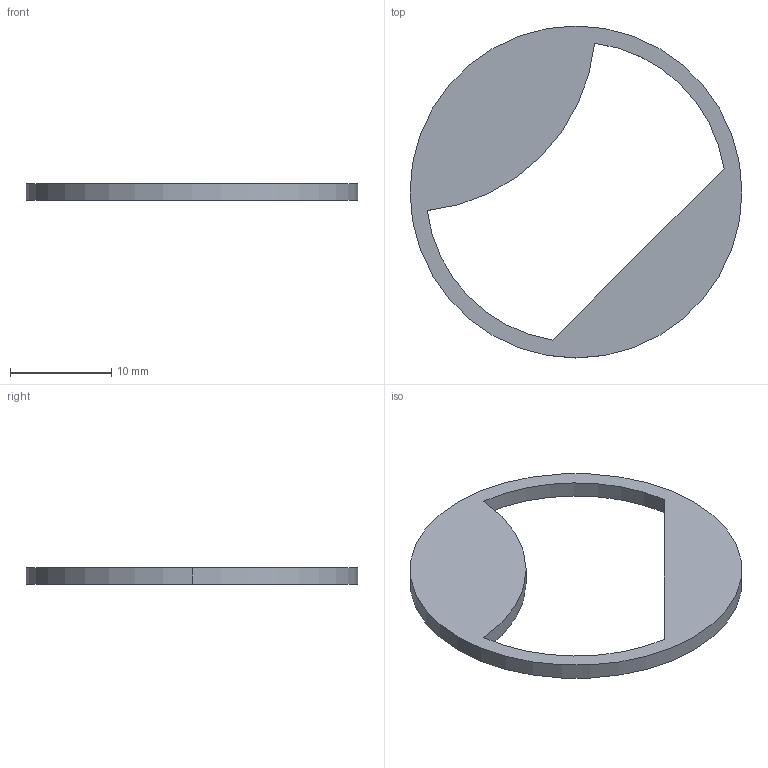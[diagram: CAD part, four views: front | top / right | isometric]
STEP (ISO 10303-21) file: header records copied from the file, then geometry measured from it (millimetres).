
FILE_DESCRIPTION (( 'STEP AP214' ), '1' );
FILE_NAME ('Brake Pressure Indicator Shroud.STEP', '2021-03-21T22:51:49', ( '' ), ( '' ), 'SwSTEP 2.0', 'SolidWorks 2019', '' );
FILE_SCHEMA (( 'AUTOMOTIVE_DESIGN' ));
Length unit declared in the file: inch
Products named in the file (1): Brake Pressure Indicator Shroud
Bounding box: 32.84 x 32.84 x 1.59 mm (x, y, z)
Volume: 663.5 mm3; surface area: 1146.8 mm2
Topology: 1 solids, 1 shells, 133 faces, 357 edges, 238 vertices
Faces by surface type: bspline 79, plane 49, cylinder 5
Entity records: 9520 total; most frequent: CARTESIAN_POINT 5104, ORIENTED_EDGE 714, EDGE_CURVE 357, DIRECTION 319, VERTEX_POINT 238, LINE 189, VECTOR 189, B_SPLINE_CURVE_WITH_KNOTS 158
